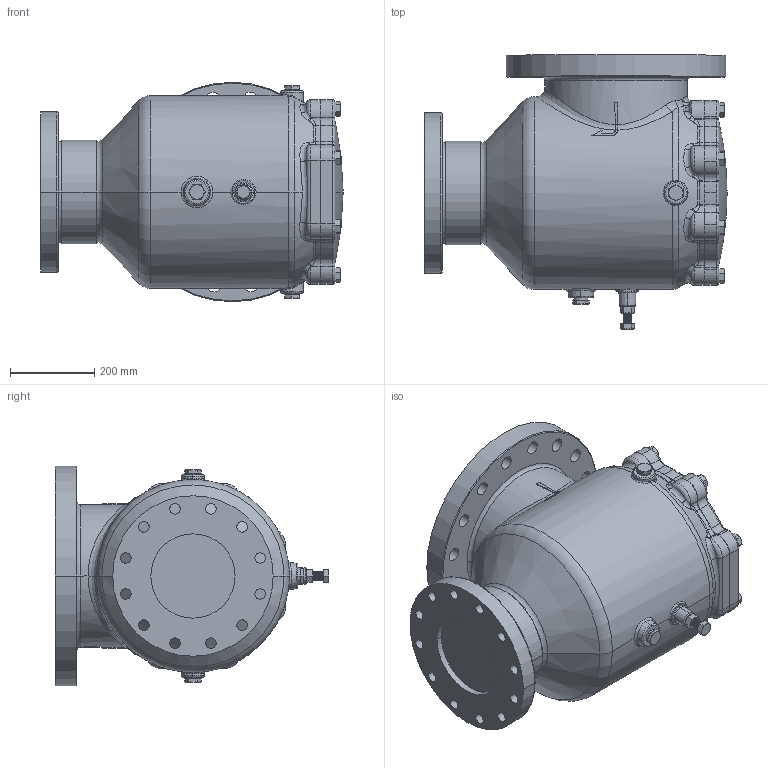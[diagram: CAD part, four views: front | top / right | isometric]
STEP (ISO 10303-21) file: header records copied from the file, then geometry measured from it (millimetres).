
FILE_DESCRIPTION (( 'STEP AP214' ), '1' );
FILE_NAME ('SD-12in_8in-250Lb.STEP', '2017-09-18T18:14:01', ( '' ), ( '' ), 'SwSTEP 2.0', 'SolidWorks 2013', '' );
FILE_SCHEMA (( 'AUTOMOTIVE_DESIGN' ));
Length unit declared in the file: inch
Products named in the file (4): X3SD-12in_8in-250Lb; X1SD-12in_8in-250Lb; SD-12in_8in-250Lb
Assembly tree (3 placements, depth 2):
  SD-12in_8in-250Lb
    SD-12in_8in-250Lb
    X1SD-12in_8in-250Lb
    X3SD-12in_8in-250Lb
Bounding box: 717.68 x 650.54 x 521 mm (x, y, z)
Volume: 115725491.8 mm3; surface area: 2667804.3 mm2
Topology: 5 solids, 15 shells, 1085 faces, 2775 edges, 1744 vertices
Faces by surface type: cylinder 535, plane 202, cone 133, bspline 122, torus 87, sphere 6
Entity records: 115551 total; most frequent: CARTESIAN_POINT 77766, ORIENTED_EDGE 5534, DIRECTION 4486, EDGE_CURVE 2767, AXIS2_PLACEMENT_3D 1826, VERTEX_POINT 1744, EDGE_LOOP 1189, FACE_OUTER_BOUND 1085
